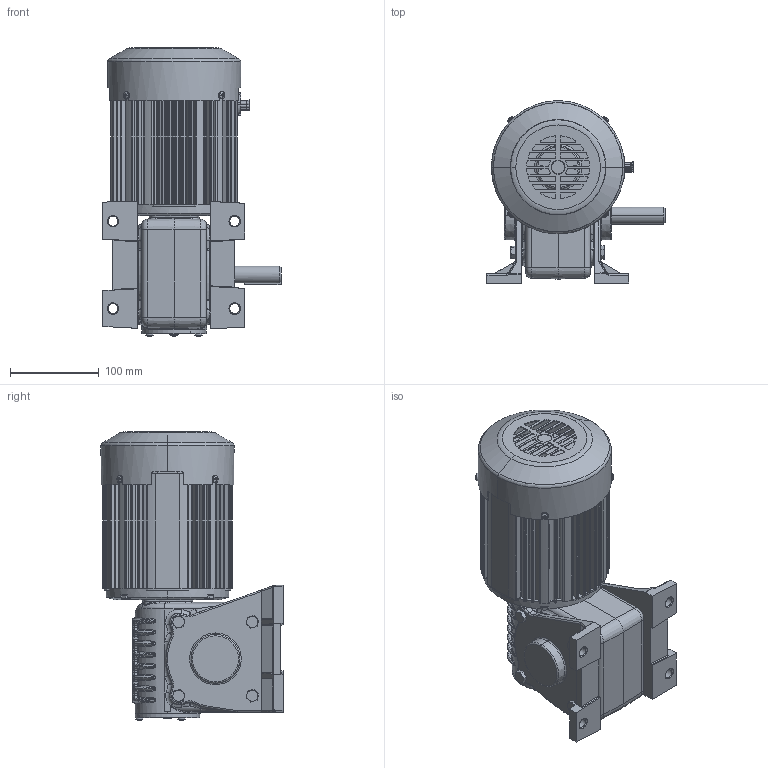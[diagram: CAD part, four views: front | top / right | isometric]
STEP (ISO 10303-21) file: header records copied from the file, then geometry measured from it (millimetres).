
FILE_DESCRIPTION (( 'STEP AP203' ), '1' );
FILE_NAME ('INFM0078.STEP', '2013-12-23T20:51:13', ( 'Sustem Administrator' ), ( 'Bodine Electric Company' ), 'SwSTEP 2.0', 'SolidWorks 2013', '' );
FILE_SCHEMA (( 'CONFIG_CONTROL_DESIGN' ));
Length unit declared in the file: inch
Products named in the file (1): INFM0078
Bounding box: 200.48 x 205 x 325.24 mm (x, y, z)
Volume: 4302037.3 mm3; surface area: 501345.7 mm2
Topology: 53 solids, 53 shells, 2351 faces, 5913 edges, 3668 vertices
Faces by surface type: cylinder 760, plane 703, bspline 437, cone 309, torus 106, sphere 36
Entity records: 95546 total; most frequent: CARTESIAN_POINT 42475, ORIENTED_EDGE 11706, DIRECTION 10454, EDGE_CURVE 5853, AXIS2_PLACEMENT_3D 4191, VERTEX_POINT 3668, EDGE_LOOP 2521, FACE_OUTER_BOUND 2351
